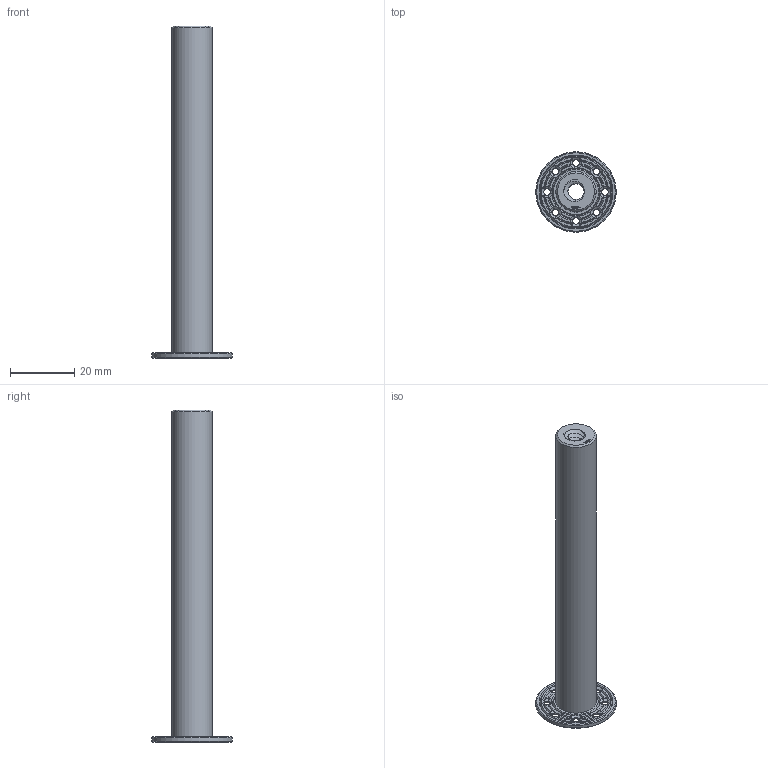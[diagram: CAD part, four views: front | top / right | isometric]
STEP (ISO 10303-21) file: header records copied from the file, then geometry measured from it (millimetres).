
FILE_DESCRIPTION(('FreeCAD Model'),'2;1');
FILE_NAME('Open CASCADE Shape Model','2024-01-05T15:17:08',(''),(''), 'Open CASCADE STEP processor 7.6','FreeCAD','Unknown');
FILE_SCHEMA(('AUTOMOTIVE_DESIGN { 1 0 10303 214 1 1 1 1 }'));
Length unit declared in the file: millimetre
Products named in the file (1): Nut RH ADHM FLN BU02.00x00.125x08.25 - SPN-NUT-0132 (stemfie.org)
Bounding box: 25 x 25 x 103.12 mm (x, y, z)
Volume: 9823 mm3; surface area: 9294.8 mm2
Topology: 1 solids, 1 shells, 749 faces, 2008 edges, 1279 vertices
Faces by surface type: plane 352, bspline 152, extrusion 144, cone 91, cylinder 10
Full cylindrical faces by diameter (mm): 2 x8, 12.5 x1, 25 x1
Entity records: 66767 total; most frequent: CARTESIAN_POINT 29623, DIRECTION 5617, VECTOR 4041, ORIENTED_EDGE 4016, PCURVE 4016, DEFINITIONAL_REPRESENTATION 4016, LINE 3897, EDGE_CURVE 2008
